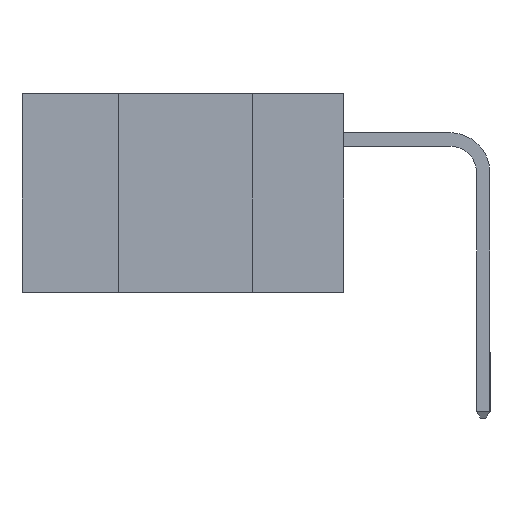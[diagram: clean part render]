
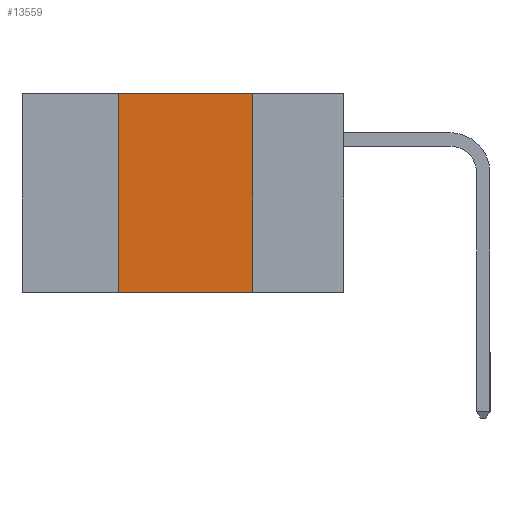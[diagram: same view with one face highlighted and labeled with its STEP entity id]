
A CAD part, left-side view. The second image highlights one B-rep face of the part: STEP entity #13559.
In plain terms, the highlighted planar face has unit normal (-1, 0, 0).
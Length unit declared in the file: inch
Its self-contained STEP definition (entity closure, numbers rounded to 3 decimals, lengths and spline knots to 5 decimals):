
#17 = EDGE_LOOP ( 'NONE', ( #6935, #4307, #12342, #2026 ) ) ;
#109 = CARTESIAN_POINT ( 'NONE',  ( 0., 0.42, 0. ) ) ;
#373 = VECTOR ( 'NONE', #6761, 39.37008 ) ;
#892 = CARTESIAN_POINT ( 'NONE',  ( 0., 0.17, -0.37 ) ) ;
#1109 = VECTOR ( 'NONE', #12380, 39.37008 ) ;
#1247 = VECTOR ( 'NONE', #10843, 39.37008 ) ;
#1941 = VERTEX_POINT ( 'NONE', #892 ) ;
#2026 = ORIENTED_EDGE ( 'NONE', *, *, #3909, .T. ) ;
#2765 = PLANE ( 'NONE',  #5344 ) ;
#3638 = CARTESIAN_POINT ( 'NONE',  ( 0., 0.6, 0. ) ) ;
#3909 = EDGE_CURVE ( 'NONE', #7340, #1941, #13726, .T. ) ;
#4307 = ORIENTED_EDGE ( 'NONE', *, *, #11137, .F. ) ;
#4958 = EDGE_CURVE ( 'NONE', #8898, #1941, #12779, .T. ) ;
#5344 = AXIS2_PLACEMENT_3D ( 'NONE', #3638, #7872, #7054 ) ;
#6486 = CARTESIAN_POINT ( 'NONE',  ( 0., 0.17, 0. ) ) ;
#6761 = DIRECTION ( 'NONE',  ( 0., 0., 1. ) ) ;
#6935 = ORIENTED_EDGE ( 'NONE', *, *, #4958, .F. ) ;
#7054 = DIRECTION ( 'NONE',  ( 0., 0., -1. ) ) ;
#7220 = CARTESIAN_POINT ( 'NONE',  ( 0., 0.6, -0.37 ) ) ;
#7340 = VERTEX_POINT ( 'NONE', #12081 ) ;
#7845 = LINE ( 'NONE', #8690, #1247 ) ;
#7872 = DIRECTION ( 'NONE',  ( 1., 0., 0. ) ) ;
#8368 = VECTOR ( 'NONE', #10518, 39.37008 ) ;
#8690 = CARTESIAN_POINT ( 'NONE',  ( 0., 0.6, 0. ) ) ;
#8898 = VERTEX_POINT ( 'NONE', #6486 ) ;
#8993 = CARTESIAN_POINT ( 'NONE',  ( 0., 0.42, -0.37 ) ) ;
#10518 = DIRECTION ( 'NONE',  ( 0., 0., -1. ) ) ;
#10843 = DIRECTION ( 'NONE',  ( 0., -1., 0. ) ) ;
#10877 = LINE ( 'NONE', #8993, #373 ) ;
#11137 = EDGE_CURVE ( 'NONE', #11726, #8898, #7845, .T. ) ;
#11464 = EDGE_CURVE ( 'NONE', #7340, #11726, #10877, .T. ) ;
#11726 = VERTEX_POINT ( 'NONE', #109 ) ;
#12081 = CARTESIAN_POINT ( 'NONE',  ( 0., 0.42, -0.37 ) ) ;
#12342 = ORIENTED_EDGE ( 'NONE', *, *, #11464, .F. ) ;
#12356 = FACE_OUTER_BOUND ( 'NONE', #17, .T. ) ;
#12380 = DIRECTION ( 'NONE',  ( 0., -1., 0. ) ) ;
#12779 = LINE ( 'NONE', #13753, #8368 ) ;
#13559 = ADVANCED_FACE ( 'NONE', ( #12356 ), #2765, .F. ) ;
#13726 = LINE ( 'NONE', #7220, #1109 ) ;
#13753 = CARTESIAN_POINT ( 'NONE',  ( 0., 0.17, -0.37 ) ) ;
